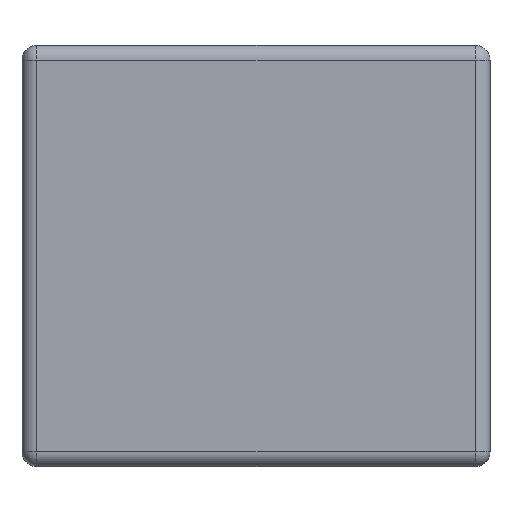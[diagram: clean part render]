
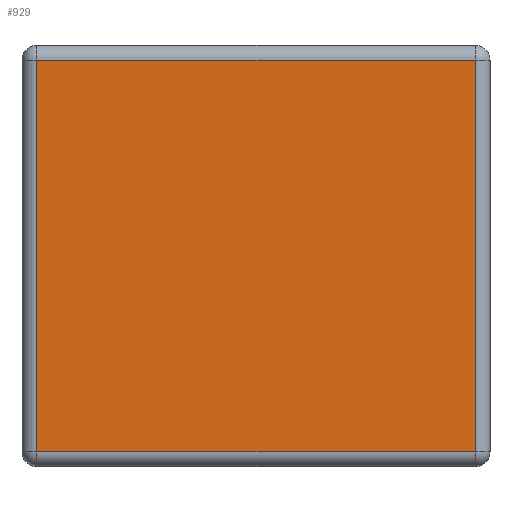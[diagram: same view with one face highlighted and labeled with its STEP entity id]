
A CAD part, left-side view. The second image highlights one B-rep face of the part: STEP entity #929.
In plain terms, the highlighted planar face has unit normal (-1, 0, 0).
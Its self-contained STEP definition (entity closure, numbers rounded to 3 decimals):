
#12 = VERTEX_POINT ( 'NONE', #349 ) ;
#96 = DIRECTION ( 'NONE',  ( 0., 0., 1. ) ) ;
#129 = DIRECTION ( 'NONE',  ( 0., 0., -1. ) ) ;
#150 = ORIENTED_EDGE ( 'NONE', *, *, #634, .T. ) ;
#268 = VECTOR ( 'NONE', #528, 1000. ) ;
#279 = ORIENTED_EDGE ( 'NONE', *, *, #499, .T. ) ;
#319 = ORIENTED_EDGE ( 'NONE', *, *, #753, .T. ) ;
#349 = CARTESIAN_POINT ( 'NONE',  ( -1.25, 1.938, 0.837 ) ) ;
#351 = DIRECTION ( 'NONE',  ( 0., -1., 0. ) ) ;
#358 = LINE ( 'NONE', #1225, #1104 ) ;
#378 = LINE ( 'NONE', #710, #1125 ) ;
#391 = DIRECTION ( 'NONE',  ( 0., 0., -1. ) ) ;
#433 = CARTESIAN_POINT ( 'NONE',  ( -1.25, 0.063, 0.837 ) ) ;
#468 = VECTOR ( 'NONE', #96, 1000. ) ;
#499 = EDGE_CURVE ( 'NONE', #880, #592, #1200, .T. ) ;
#502 = LINE ( 'NONE', #1007, #268 ) ;
#514 = FACE_OUTER_BOUND ( 'NONE', #587, .T. ) ;
#528 = DIRECTION ( 'NONE',  ( 0., 1., 0. ) ) ;
#587 = EDGE_LOOP ( 'NONE', ( #150, #319, #279, #856 ) ) ;
#588 = EDGE_CURVE ( 'NONE', #592, #12, #502, .T. ) ;
#592 = VERTEX_POINT ( 'NONE', #433 ) ;
#634 = EDGE_CURVE ( 'NONE', #12, #1203, #378, .T. ) ;
#671 = DIRECTION ( 'NONE',  ( 1., 0., 0. ) ) ;
#710 = CARTESIAN_POINT ( 'NONE',  ( -1.25, 1.938, -0.9 ) ) ;
#753 = EDGE_CURVE ( 'NONE', #1203, #880, #358, .T. ) ;
#756 = PLANE ( 'NONE',  #761 ) ;
#761 = AXIS2_PLACEMENT_3D ( 'NONE', #1156, #671, #391 ) ;
#789 = CARTESIAN_POINT ( 'NONE',  ( -1.25, 0.063, -0.9 ) ) ;
#856 = ORIENTED_EDGE ( 'NONE', *, *, #588, .T. ) ;
#880 = VERTEX_POINT ( 'NONE', #947 ) ;
#909 = CARTESIAN_POINT ( 'NONE',  ( -1.25, 1.938, -0.837 ) ) ;
#929 = ADVANCED_FACE ( 'NONE', ( #514 ), #756, .F. ) ;
#947 = CARTESIAN_POINT ( 'NONE',  ( -1.25, 0.063, -0.837 ) ) ;
#1007 = CARTESIAN_POINT ( 'NONE',  ( -1.25, 2., 0.837 ) ) ;
#1104 = VECTOR ( 'NONE', #351, 1000. ) ;
#1125 = VECTOR ( 'NONE', #129, 1000. ) ;
#1156 = CARTESIAN_POINT ( 'NONE',  ( -1.25, 2., -0.9 ) ) ;
#1200 = LINE ( 'NONE', #789, #468 ) ;
#1203 = VERTEX_POINT ( 'NONE', #909 ) ;
#1225 = CARTESIAN_POINT ( 'NONE',  ( -1.25, 2., -0.837 ) ) ;
